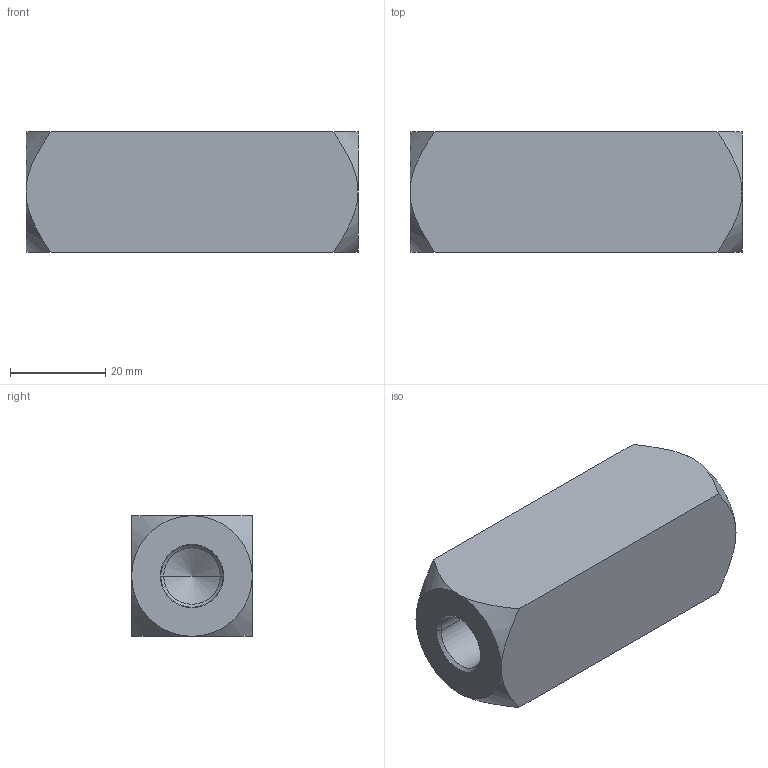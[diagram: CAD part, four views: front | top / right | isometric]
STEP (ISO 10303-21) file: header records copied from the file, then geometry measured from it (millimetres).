
FILE_DESCRIPTION((''),'2;1');
FILE_NAME('ILCM47034011','2006-06-22T',('KR'),(''),'PRO/ENGINEER BY PARAMETRIC TECHNOLOGY CORPORATION, 2004290','PRO/ENGINEER BY PARAMETRIC TECHNOLOGY CORPORATION, 2004290','');
FILE_SCHEMA(('AUTOMOTIVE_DESIGN_CC2 { 1 2 10303 214 -1 1 5 2 }'));
Length unit declared in the file: millimetre
Products named in the file (1): ILCM47034011
Bounding box: 69.85 x 25.4 x 25.4 mm (x, y, z)
Volume: 41192.3 mm3; surface area: 10145.3 mm2
Topology: 1 solids, 3 shells, 32 faces, 72 edges, 42 vertices
Faces by surface type: cone 16, plane 8, cylinder 8
Entity records: 1083 total; most frequent: CARTESIAN_POINT 272, DIRECTION 150, ORIENTED_EDGE 128, COLOUR_RGB 105, EDGE_CURVE 68, AXIS2_PLACEMENT_3D 65, VERTEX_POINT 42, EDGE_LOOP 36
